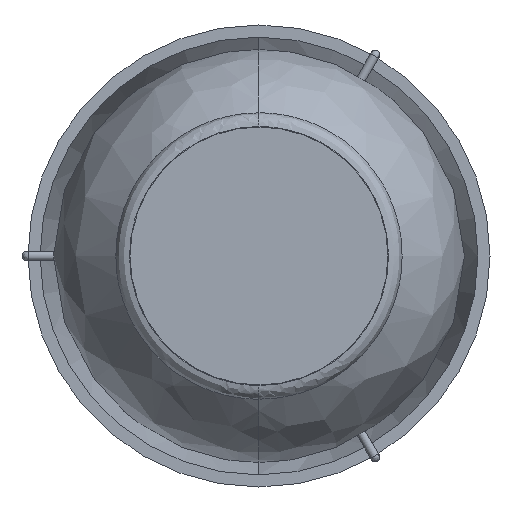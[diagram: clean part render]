
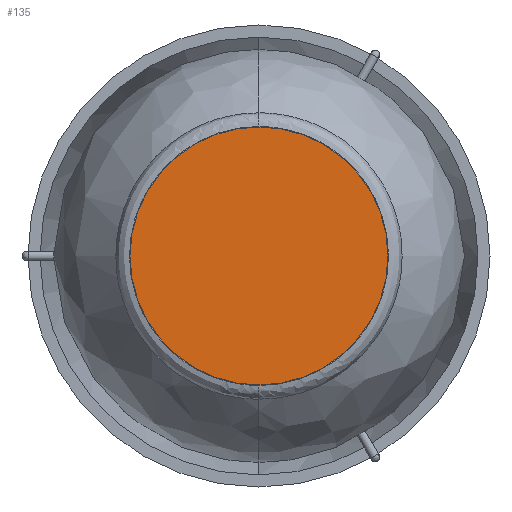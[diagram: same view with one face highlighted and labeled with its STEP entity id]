
A CAD part, front view. The second image highlights one B-rep face of the part: STEP entity #135.
In plain terms, the highlighted planar face has unit normal (0, -1, 0).
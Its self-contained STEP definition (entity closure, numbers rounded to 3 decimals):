
#135 = ADVANCED_FACE ( 'NONE', ( #1766 ), #814, .T. ) ;
#277 = VERTEX_POINT ( 'NONE', #1886 ) ;
#379 = AXIS2_PLACEMENT_3D ( 'NONE', #4196, #3718, #3249 ) ;
#685 = CARTESIAN_POINT ( 'NONE',  ( 0., -292.2, 0. ) ) ;
#814 = PLANE ( 'NONE',  #379 ) ;
#979 = AXIS2_PLACEMENT_3D ( 'NONE', #685, #4062, #1168 ) ;
#1051 = EDGE_CURVE ( 'NONE', #277, #3854, #2070, .T. ) ;
#1168 = DIRECTION ( 'NONE',  ( 0., 0., 1. ) ) ;
#1766 = FACE_OUTER_BOUND ( 'NONE', #3742, .T. ) ;
#1799 = CARTESIAN_POINT ( 'NONE',  ( 0., -292.2, -97.704 ) ) ;
#1886 = CARTESIAN_POINT ( 'NONE',  ( 0., -292.2, 97.704 ) ) ;
#1965 = CIRCLE ( 'NONE', #3702, 97.704 ) ;
#2070 = CIRCLE ( 'NONE', #979, 97.704 ) ;
#2495 = CARTESIAN_POINT ( 'NONE',  ( 0., -292.2, 0. ) ) ;
#2989 = DIRECTION ( 'NONE',  ( 0., 0., 1. ) ) ;
#3249 = DIRECTION ( 'NONE',  ( 0., 0., -1. ) ) ;
#3702 = AXIS2_PLACEMENT_3D ( 'NONE', #2495, #5875, #2989 ) ;
#3718 = DIRECTION ( 'NONE',  ( 0., -1., 0. ) ) ;
#3742 = EDGE_LOOP ( 'NONE', ( #5297, #4493 ) ) ;
#3854 = VERTEX_POINT ( 'NONE', #1799 ) ;
#4062 = DIRECTION ( 'NONE',  ( 0., 1., 0. ) ) ;
#4196 = CARTESIAN_POINT ( 'NONE',  ( -97.704, -292.2, 0. ) ) ;
#4493 = ORIENTED_EDGE ( 'NONE', *, *, #4586, .F. ) ;
#4586 = EDGE_CURVE ( 'NONE', #3854, #277, #1965, .T. ) ;
#5297 = ORIENTED_EDGE ( 'NONE', *, *, #1051, .F. ) ;
#5875 = DIRECTION ( 'NONE',  ( 0., 1., 0. ) ) ;
